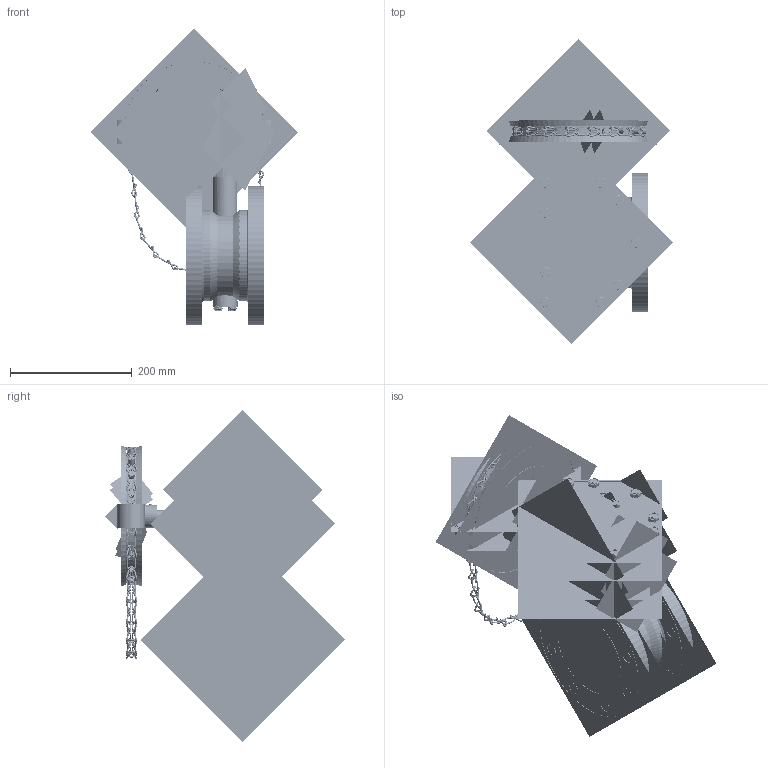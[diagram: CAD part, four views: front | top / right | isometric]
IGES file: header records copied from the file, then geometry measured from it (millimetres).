
Start section:  PTC IGES file: class_250ii_fl_x_fl-04-inch-cha_asm.igs
Global section: file name: class_250ii_fl_x_fl-04-inch-cha_asm.igs; native system: Creo Parametric by Parametric Technology Corporation; preprocessor: 2013050; author: HAPPY; organization: Unknown; date: 20161214.163820; units: inch
Bounding box: 348.34 x 503.02 x 545.8 mm (x, y, z)
Volume: 5930679.8 mm3; surface area: 4566017.8 mm2
Topology: 46 solids, 46 shells, 6802 faces, 36162 edges, 46854 vertices
Faces by surface type: revolution 5462, bspline 1340
